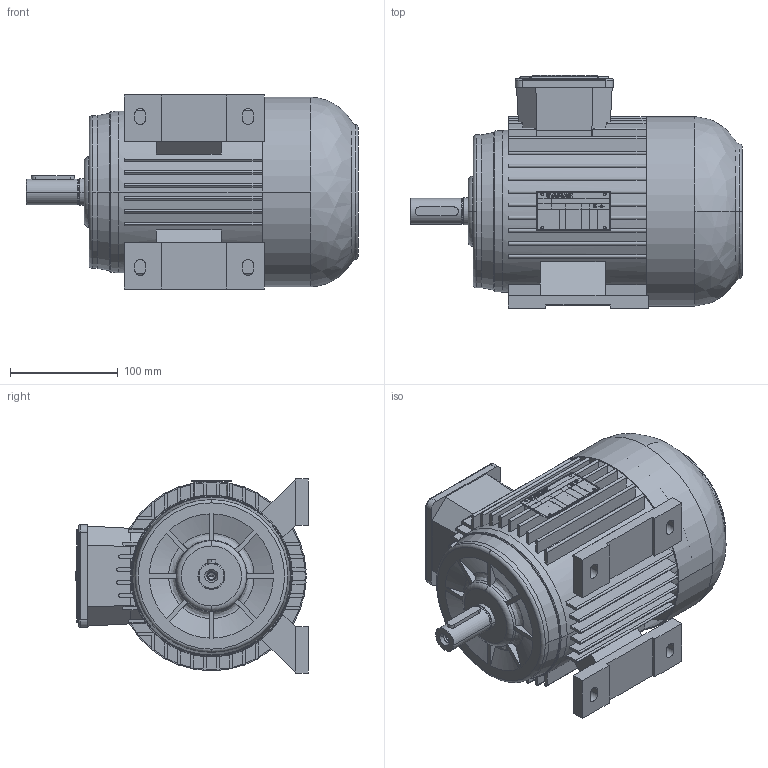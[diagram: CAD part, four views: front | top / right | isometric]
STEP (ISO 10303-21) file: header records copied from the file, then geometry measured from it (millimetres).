
FILE_DESCRIPTION((''),'2;1');
FILE_NAME('90-S TÝP AYAKLI (B3).stp','2009-11-03T17:22:24',(''),(''),'AutoCAD STEP 2000i','AutoCAD 2000i',', , ');
FILE_SCHEMA(('CONFIG_CONTROL_DESIGN'));
Length unit declared in the file: millimetre
Products named in the file (2): 90-S T嵥 AYAKLI (B3); PART1
Assembly tree (1 placements, depth 2):
  90-S T嵥 AYAKLI (B3)
    PART1
Bounding box: 308 x 216 x 180 mm (x, y, z)
Volume: 5428870.3 mm3; surface area: 348727.8 mm2
Topology: 1 solids, 1 shells, 978 faces, 2545 edges, 1604 vertices
Faces by surface type: plane 514, cylinder 346, sphere 38, cone 34, bspline 29, torus 17
Entity records: 31045 total; most frequent: CARTESIAN_POINT 6676, DIRECTION 5234, ORIENTED_EDGE 5010, EDGE_CURVE 2505, AXIS2_PLACEMENT_3D 1854, VERTEX_POINT 1604, VECTOR 1526, LINE 1526
